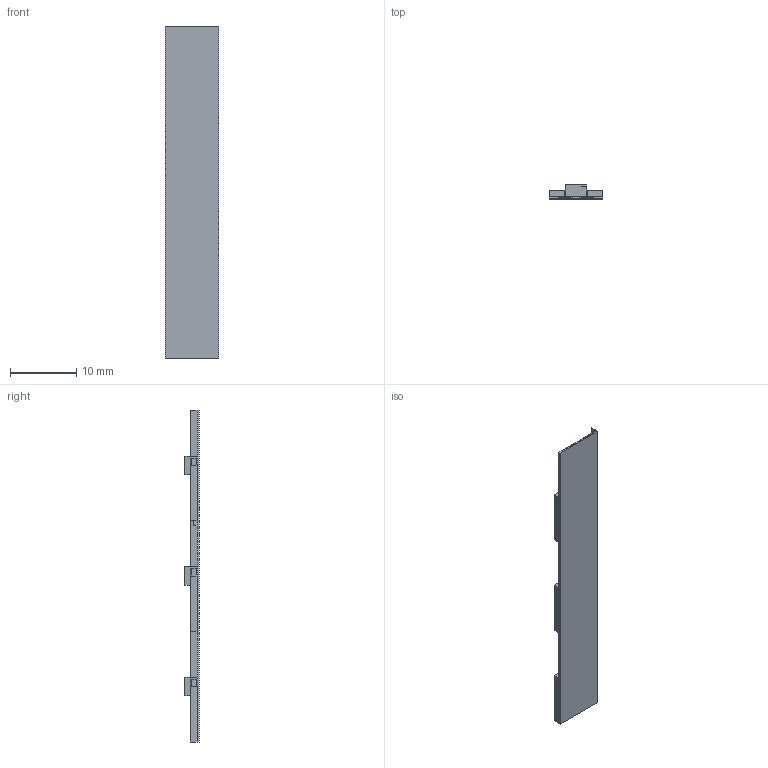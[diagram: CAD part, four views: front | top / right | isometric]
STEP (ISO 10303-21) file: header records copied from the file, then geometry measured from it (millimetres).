
FILE_DESCRIPTION((''),'2;1');
FILE_NAME('LS-12V-60-W8-3528_ASM','2020-08-16T',('Administrator'),(''),'PRO/ENGINEER BY PARAMETRIC TECHNOLOGY CORPORATION, 2011310','PRO/ENGINEER BY PARAMETRIC TECHNOLOGY CORPORATION, 2011310','');
FILE_SCHEMA(('AUTOMOTIVE_DESIGN_CC2 { 1 2 10303 214 -1 1 5 2 }'));
Length unit declared in the file: millimetre
Products named in the file (8): LS-12V-60-W8-3525_PLATE; LS-12V-60-W8-3528_PADS; RES_1206_01; RES_1206_02; RES_1206_03; RES_1206_ASM; 3825; LS-12V-60-W8-3528_ASM
Assembly tree (10 placements, depth 3):
  LS-12V-60-W8-3528_ASM
    LS-12V-60-W8-3525_PLATE
    LS-12V-60-W8-3528_PADS
    RES_1206_ASM
      RES_1206_01  x2
      RES_1206_02
      RES_1206_03
    3825  x3
Bounding box: 8 x 2.12 x 50 mm (x, y, z)
Volume: 173 mm3; surface area: 1584.5 mm2
Topology: 21 solids, 23 shells, 407 faces, 1170 edges, 802 vertices
Faces by surface type: plane 276, cylinder 103, extrusion 28
Entity records: 13554 total; most frequent: CARTESIAN_POINT 2075, ORIENTED_EDGE 1632, DIRECTION 1626, PRESENTATION_STYLE_ASSIGNMENT 938, STYLED_ITEM 888, CURVE_STYLE 868, EDGE_CURVE 868, VECTOR 652
